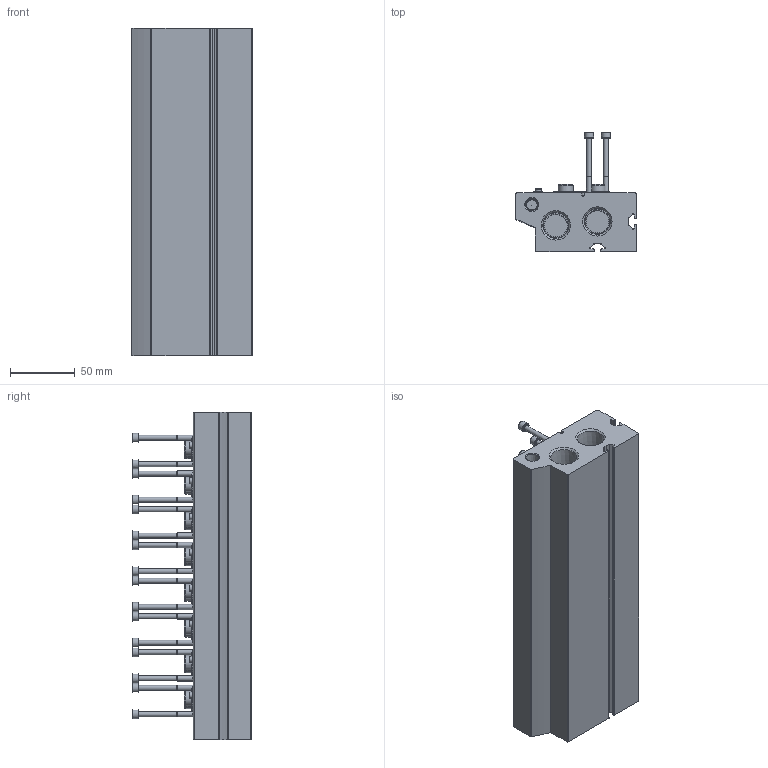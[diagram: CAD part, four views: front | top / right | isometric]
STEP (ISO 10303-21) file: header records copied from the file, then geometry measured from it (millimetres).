
FILE_DESCRIPTION(/* description */ ('STEP AP214'),/* implementation_level */ '2;1');
FILE_NAME(/* name */ '8026294_VABM-B10-25E-N12-8-P3',/* time_stamp */ '2024-09-15T21:52:34+02:00',/* author */ ('License CC BY-ND 4.0'),/* organization */ ('CADENAS'),/* preprocessor_version */ 'ST-DEVELOPER v19.3',/* originating_system */ 'PARTsolutions',/* authorisation */ ' ');
FILE_SCHEMA (('AUTOMOTIVE_DESIGN {1 0 10303 214 3 1 1}'));
Length unit declared in the file: millimetre
Products named in the file (7): 8026294 VABM-B10-25E-N12-8-P3; 8026294 VABM-B10-25E-N12-8-P3---(M); 1841565 VUVS-G14-2---(S); 2833735 F-M4x50-10.9; 1743809 VUVS-M5---(S); 31785 B-1/2-NPT---(Plug); 173985 B-1/8-NPT---(Plug)
Assembly tree (36 placements, depth 2):
  8026294 VABM-B10-25E-N12-8-P3
    8026294 VABM-B10-25E-N12-8-P3---(M)
    1841565 VUVS-G14-2---(S)  x8
    2833735 F-M4x50-10.9  x16
    1743809 VUVS-M5---(S)  x8
    31785 B-1/2-NPT---(Plug)  x2
    173985 B-1/8-NPT---(Plug)
Bounding box: 93 x 91.8 x 252 mm (x, y, z)
Volume: 817918.8 mm3; surface area: 167646.3 mm2
Topology: 36 solids, 36 shells, 1399 faces, 3309 edges, 2097 vertices
Faces by surface type: plane 659, cylinder 409, cone 267, torus 64
Full cylindrical faces by diameter (mm): 2.9 x8, 3.242 x17, 3.5 x1, 3.9 x16, 4 x16, 4.134 x3, 4.2 x8, 4.366 x1, 4.6 x8, 5.5 x4, 6.1 x8, 7 x32, 8.2 x1, 8.6 x16, 9 x8, 9.525 x2, 11.6 x16, 14.6 x16, 17.6 x2
Entity records: 11082 total; most frequent: CARTESIAN_POINT 2155, DIRECTION 1876, ORIENTED_EDGE 1486, AXIS2_PLACEMENT_3D 753, EDGE_CURVE 743, FACE_BOUND 653, EDGE_LOOP 630, VERTEX_POINT 578
